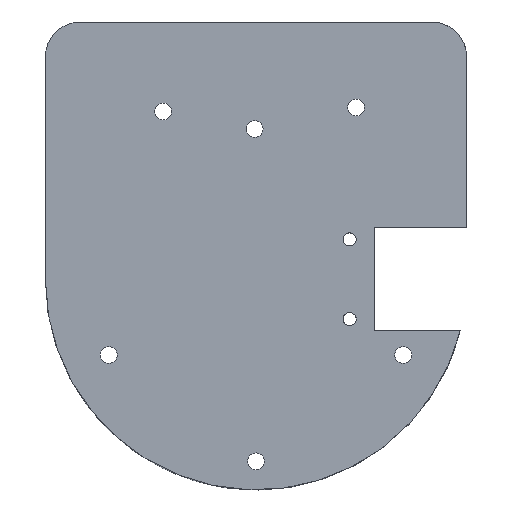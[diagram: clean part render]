
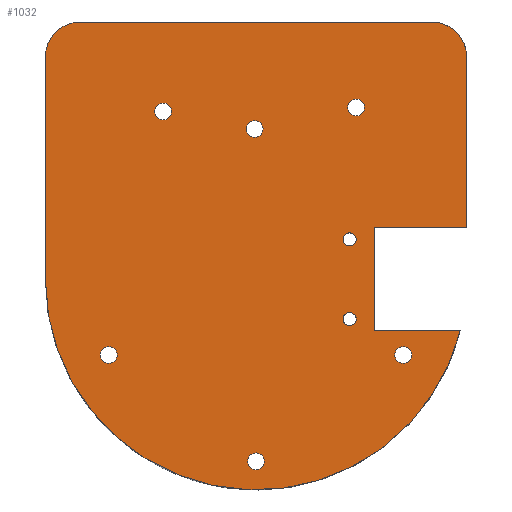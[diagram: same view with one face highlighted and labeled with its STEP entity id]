
A CAD part, top view. The second image highlights one B-rep face of the part: STEP entity #1032.
In plain terms, the highlighted planar face has unit normal (0, 0, 1).
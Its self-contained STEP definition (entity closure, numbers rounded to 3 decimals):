
#27=CIRCLE('',#1116,7.5);
#28=CIRCLE('',#1119,45.);
#29=CIRCLE('',#1121,1.8);
#30=CIRCLE('',#1123,1.8);
#31=CIRCLE('',#1125,1.8);
#32=CIRCLE('',#1127,1.8);
#33=CIRCLE('',#1129,1.8);
#34=CIRCLE('',#1131,1.8);
#35=CIRCLE('',#1133,1.4);
#36=CIRCLE('',#1135,1.4);
#37=CIRCLE('',#1141,7.5);
#76=FACE_BOUND('',#234,.T.);
#77=FACE_BOUND('',#235,.T.);
#78=FACE_BOUND('',#236,.T.);
#79=FACE_BOUND('',#237,.T.);
#80=FACE_BOUND('',#238,.T.);
#81=FACE_BOUND('',#239,.T.);
#82=FACE_BOUND('',#240,.T.);
#83=FACE_BOUND('',#241,.T.);
#158=FACE_OUTER_BOUND('',#233,.T.);
#233=EDGE_LOOP('',(#926,#927,#928,#929,#930,#931,#932,#933,#934));
#234=EDGE_LOOP('',(#935));
#235=EDGE_LOOP('',(#936));
#236=EDGE_LOOP('',(#937));
#237=EDGE_LOOP('',(#938));
#238=EDGE_LOOP('',(#939));
#239=EDGE_LOOP('',(#940));
#240=EDGE_LOOP('',(#941));
#241=EDGE_LOOP('',(#942));
#303=LINE('',#1594,#399);
#320=LINE('',#1680,#416);
#331=LINE('',#1720,#427);
#333=LINE('',#1724,#429);
#335=LINE('',#1728,#431);
#337=LINE('',#1732,#433);
#399=VECTOR('',#1270,10.);
#416=VECTOR('',#1365,10.);
#427=VECTOR('',#1414,10.);
#429=VECTOR('',#1418,10.);
#431=VECTOR('',#1422,10.);
#433=VECTOR('',#1426,10.);
#481=VERTEX_POINT('',#1591);
#482=VERTEX_POINT('',#1593);
#511=VERTEX_POINT('',#1674);
#512=VERTEX_POINT('',#1678);
#513=VERTEX_POINT('',#1682);
#514=VERTEX_POINT('',#1686);
#515=VERTEX_POINT('',#1690);
#516=VERTEX_POINT('',#1694);
#517=VERTEX_POINT('',#1698);
#518=VERTEX_POINT('',#1702);
#519=VERTEX_POINT('',#1706);
#520=VERTEX_POINT('',#1710);
#521=VERTEX_POINT('',#1714);
#522=VERTEX_POINT('',#1718);
#523=VERTEX_POINT('',#1722);
#524=VERTEX_POINT('',#1726);
#525=VERTEX_POINT('',#1730);
#596=EDGE_CURVE('',#481,#482,#303,.T.);
#635=EDGE_CURVE('',#511,#481,#27,.T.);
#637=EDGE_CURVE('',#512,#511,#320,.T.);
#639=EDGE_CURVE('',#513,#512,#28,.T.);
#641=EDGE_CURVE('',#514,#514,#29,.F.);
#643=EDGE_CURVE('',#515,#515,#30,.F.);
#645=EDGE_CURVE('',#516,#516,#31,.F.);
#647=EDGE_CURVE('',#517,#517,#32,.F.);
#649=EDGE_CURVE('',#518,#518,#33,.F.);
#651=EDGE_CURVE('',#519,#519,#34,.F.);
#653=EDGE_CURVE('',#520,#520,#35,.F.);
#655=EDGE_CURVE('',#521,#521,#36,.F.);
#657=EDGE_CURVE('',#513,#522,#331,.T.);
#659=EDGE_CURVE('',#522,#523,#333,.T.);
#661=EDGE_CURVE('',#523,#524,#335,.T.);
#663=EDGE_CURVE('',#525,#524,#337,.T.);
#664=EDGE_CURVE('',#482,#525,#37,.T.);
#926=ORIENTED_EDGE('',*,*,#639,.F.);
#927=ORIENTED_EDGE('',*,*,#657,.T.);
#928=ORIENTED_EDGE('',*,*,#659,.T.);
#929=ORIENTED_EDGE('',*,*,#661,.T.);
#930=ORIENTED_EDGE('',*,*,#663,.F.);
#931=ORIENTED_EDGE('',*,*,#664,.F.);
#932=ORIENTED_EDGE('',*,*,#596,.F.);
#933=ORIENTED_EDGE('',*,*,#635,.F.);
#934=ORIENTED_EDGE('',*,*,#637,.F.);
#935=ORIENTED_EDGE('',*,*,#641,.T.);
#936=ORIENTED_EDGE('',*,*,#643,.T.);
#937=ORIENTED_EDGE('',*,*,#645,.T.);
#938=ORIENTED_EDGE('',*,*,#647,.T.);
#939=ORIENTED_EDGE('',*,*,#649,.T.);
#940=ORIENTED_EDGE('',*,*,#651,.T.);
#941=ORIENTED_EDGE('',*,*,#655,.F.);
#942=ORIENTED_EDGE('',*,*,#653,.F.);
#978=PLANE('',#1142);
#1032=ADVANCED_FACE('',(#158,#76,#77,#78,#79,#80,#81,#82,#83),#978,.F.);
#1116=AXIS2_PLACEMENT_3D('',#1676,#1360,#1361);
#1119=AXIS2_PLACEMENT_3D('',#1684,#1369,#1370);
#1121=AXIS2_PLACEMENT_3D('',#1688,#1374,#1375);
#1123=AXIS2_PLACEMENT_3D('',#1692,#1379,#1380);
#1125=AXIS2_PLACEMENT_3D('',#1696,#1384,#1385);
#1127=AXIS2_PLACEMENT_3D('',#1700,#1389,#1390);
#1129=AXIS2_PLACEMENT_3D('',#1704,#1394,#1395);
#1131=AXIS2_PLACEMENT_3D('',#1708,#1399,#1400);
#1133=AXIS2_PLACEMENT_3D('',#1712,#1404,#1405);
#1135=AXIS2_PLACEMENT_3D('',#1716,#1409,#1410);
#1141=AXIS2_PLACEMENT_3D('',#1734,#1429,#1430);
#1142=AXIS2_PLACEMENT_3D('',#1735,#1431,#1432);
#1270=DIRECTION('',(1.,0.,0.));
#1360=DIRECTION('center_axis',(0.,0.,
-1.));
#1361=DIRECTION('ref_axis',(-1.,0.,0.));
#1365=DIRECTION('',(0.,1.,0.));
#1369=DIRECTION('center_axis',(0.,0.,
-1.));
#1370=DIRECTION('ref_axis',(1.,0.,0.));
#1374=DIRECTION('center_axis',(0.,0.,
1.));
#1375=DIRECTION('ref_axis',(1.,0.,0.));
#1379=DIRECTION('center_axis',(0.,0.,
1.));
#1380=DIRECTION('ref_axis',(1.,0.,0.));
#1384=DIRECTION('center_axis',(0.,0.,
1.));
#1385=DIRECTION('ref_axis',(1.,0.,0.));
#1389=DIRECTION('center_axis',(0.,0.,
1.));
#1390=DIRECTION('ref_axis',(1.,0.,0.));
#1394=DIRECTION('center_axis',(0.,0.,
1.));
#1395=DIRECTION('ref_axis',(1.,0.,0.));
#1399=DIRECTION('center_axis',(0.,0.,
1.));
#1400=DIRECTION('ref_axis',(1.,0.,0.));
#1404=DIRECTION('center_axis',(0.,0.,
-1.));
#1405=DIRECTION('ref_axis',(1.,0.,0.));
#1409=DIRECTION('center_axis',(0.,0.,
-1.));
#1410=DIRECTION('ref_axis',(1.,0.,0.));
#1414=DIRECTION('',(-1.,0.,0.));
#1418=DIRECTION('',(0.,1.,0.));
#1422=DIRECTION('',(1.,0.,0.));
#1426=DIRECTION('',(0.,-1.,0.));
#1429=DIRECTION('center_axis',(0.,0.,
-1.));
#1430=DIRECTION('ref_axis',(0.,1.,0.));
#1431=DIRECTION('center_axis',(0.,0.,
-1.));
#1432=DIRECTION('ref_axis',(1.,0.,0.));
#1591=CARTESIAN_POINT('',(-37.917,53.124,-20.081));
#1593=CARTESIAN_POINT('',(37.083,53.124,-20.081));
#1594=CARTESIAN_POINT('',(-37.917,53.124,-20.081));
#1674=CARTESIAN_POINT('',(-45.417,45.624,-20.081));
#1676=CARTESIAN_POINT('Origin',(-37.917,45.624,-20.081));
#1678=CARTESIAN_POINT('',(-45.417,-1.828,-20.081));
#1680=CARTESIAN_POINT('',(-45.417,-55.781,-20.081));
#1682=CARTESIAN_POINT('',(43.217,-12.828,-20.081));
#1684=CARTESIAN_POINT('Origin',(-0.417,-1.828,-20.081));
#1686=CARTESIAN_POINT('',(29.234,-18.028,-20.081));
#1688=CARTESIAN_POINT('Origin',(31.034,-18.028,-20.081));
#1690=CARTESIAN_POINT('',(-2.217,-40.729,-20.081));
#1692=CARTESIAN_POINT('Origin',(-0.417,-40.729,-20.081));
#1694=CARTESIAN_POINT('',(-33.669,-18.028,-20.081));
#1696=CARTESIAN_POINT('Origin',(-31.869,-18.028,-20.081));
#1698=CARTESIAN_POINT('',(-22.05,34.011,-20.081));
#1700=CARTESIAN_POINT('Origin',(-20.25,34.011,-20.081));
#1702=CARTESIAN_POINT('',(-2.516,30.267,-20.081));
#1704=CARTESIAN_POINT('Origin',(-0.716,30.267,-20.081));
#1706=CARTESIAN_POINT('',(19.175,34.868,-20.081));
#1708=CARTESIAN_POINT('Origin',(20.975,34.868,-20.081));
#1710=CARTESIAN_POINT('',(18.183,6.672,-20.081));
#1712=CARTESIAN_POINT('Origin',(19.583,6.672,-20.081));
#1714=CARTESIAN_POINT('',(18.183,-10.328,-20.081));
#1716=CARTESIAN_POINT('Origin',(19.583,-10.328,-20.081));
#1718=CARTESIAN_POINT('',(24.833,-12.828,-20.081));
#1720=CARTESIAN_POINT('',(44.583,-12.828,-20.081));
#1722=CARTESIAN_POINT('',(24.833,9.172,-20.081));
#1724=CARTESIAN_POINT('',(24.833,-12.828,-20.081));
#1726=CARTESIAN_POINT('',(44.583,9.172,-20.081));
#1728=CARTESIAN_POINT('',(24.833,9.172,-20.081));
#1730=CARTESIAN_POINT('',(44.583,45.624,-20.081));
#1732=CARTESIAN_POINT('',(44.583,45.624,-20.081));
#1734=CARTESIAN_POINT('Origin',(37.083,45.624,-20.081));
#1735=CARTESIAN_POINT('Origin',(-0.417,3.148,-20.081));
